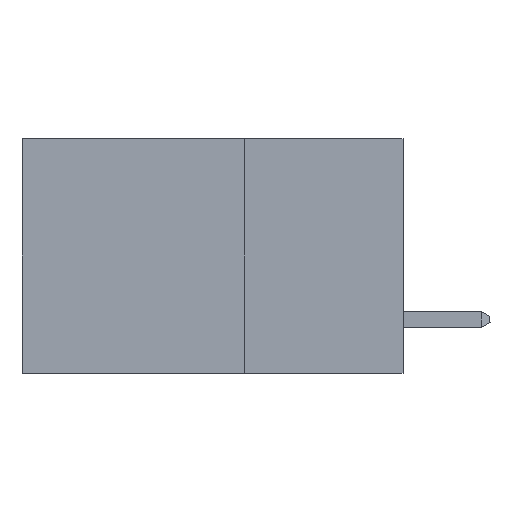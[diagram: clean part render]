
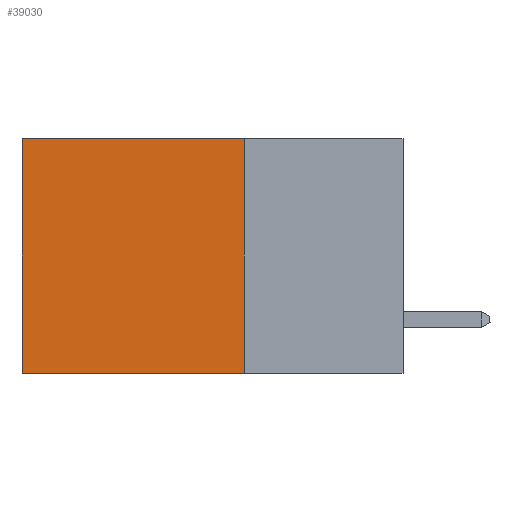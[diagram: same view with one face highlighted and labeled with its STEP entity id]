
A CAD part, left-side view. The second image highlights one B-rep face of the part: STEP entity #39030.
In plain terms, the highlighted planar face has unit normal (-1, 0, 0).
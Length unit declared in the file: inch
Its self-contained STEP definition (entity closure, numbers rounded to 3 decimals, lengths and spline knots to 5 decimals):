
#5 = ORIENTED_EDGE ( 'NONE', *, *, #13901, .T. ) ;
#2266 = DIRECTION ( 'NONE',  ( 0., 0., -1. ) ) ;
#3769 = ORIENTED_EDGE ( 'NONE', *, *, #9351, .F. ) ;
#3816 = CARTESIAN_POINT ( 'NONE',  ( 0.2875, 0.6, -0.37 ) ) ;
#4812 = AXIS2_PLACEMENT_3D ( 'NONE', #25914, #35514, #16179 ) ;
#4907 = LINE ( 'NONE', #38170, #37009 ) ;
#4946 = EDGE_CURVE ( 'NONE', #27692, #39577, #37799, .T. ) ;
#6992 = VERTEX_POINT ( 'NONE', #16045 ) ;
#8455 = FACE_OUTER_BOUND ( 'NONE', #15521, .T. ) ;
#8999 = ORIENTED_EDGE ( 'NONE', *, *, #4946, .F. ) ;
#9351 = EDGE_CURVE ( 'NONE', #39577, #27852, #4907, .T. ) ;
#10287 = DIRECTION ( 'NONE',  ( 0., 1., 0. ) ) ;
#11119 = DIRECTION ( 'NONE',  ( 0., 1., 0. ) ) ;
#13901 = EDGE_CURVE ( 'NONE', #6992, #27852, #36881, .T. ) ;
#15521 = EDGE_LOOP ( 'NONE', ( #5, #3769, #8999, #32902 ) ) ;
#16045 = CARTESIAN_POINT ( 'NONE',  ( 0.2875, 0.6, 0. ) ) ;
#16179 = DIRECTION ( 'NONE',  ( 0., 0., -1. ) ) ;
#17723 = CARTESIAN_POINT ( 'NONE',  ( 0.2875, 0.25, 0. ) ) ;
#22361 = LINE ( 'NONE', #33430, #39218 ) ;
#25396 = CARTESIAN_POINT ( 'NONE',  ( 0.2875, 0.25, 0. ) ) ;
#25605 = CARTESIAN_POINT ( 'NONE',  ( 0.2875, 0.25, -0.37 ) ) ;
#25914 = CARTESIAN_POINT ( 'NONE',  ( 0.2875, 0.25, 0. ) ) ;
#26436 = VECTOR ( 'NONE', #38323, 39.37008 ) ;
#27692 = VERTEX_POINT ( 'NONE', #25396 ) ;
#27852 = VERTEX_POINT ( 'NONE', #3816 ) ;
#31893 = PLANE ( 'NONE',  #4812 ) ;
#32000 = EDGE_CURVE ( 'NONE', #27692, #6992, #22361, .T. ) ;
#32902 = ORIENTED_EDGE ( 'NONE', *, *, #32000, .T. ) ;
#33430 = CARTESIAN_POINT ( 'NONE',  ( 0.2875, 0.25, 0. ) ) ;
#35514 = DIRECTION ( 'NONE',  ( 1., 0., 0. ) ) ;
#36881 = LINE ( 'NONE', #38730, #26436 ) ;
#37009 = VECTOR ( 'NONE', #10287, 39.37008 ) ;
#37319 = VECTOR ( 'NONE', #2266, 39.37008 ) ;
#37799 = LINE ( 'NONE', #17723, #37319 ) ;
#38170 = CARTESIAN_POINT ( 'NONE',  ( 0.2875, 0.25, -0.37 ) ) ;
#38323 = DIRECTION ( 'NONE',  ( 0., 0., -1. ) ) ;
#38730 = CARTESIAN_POINT ( 'NONE',  ( 0.2875, 0.6, 0. ) ) ;
#39030 = ADVANCED_FACE ( 'NONE', ( #8455 ), #31893, .F. ) ;
#39218 = VECTOR ( 'NONE', #11119, 39.37008 ) ;
#39577 = VERTEX_POINT ( 'NONE', #25605 ) ;
